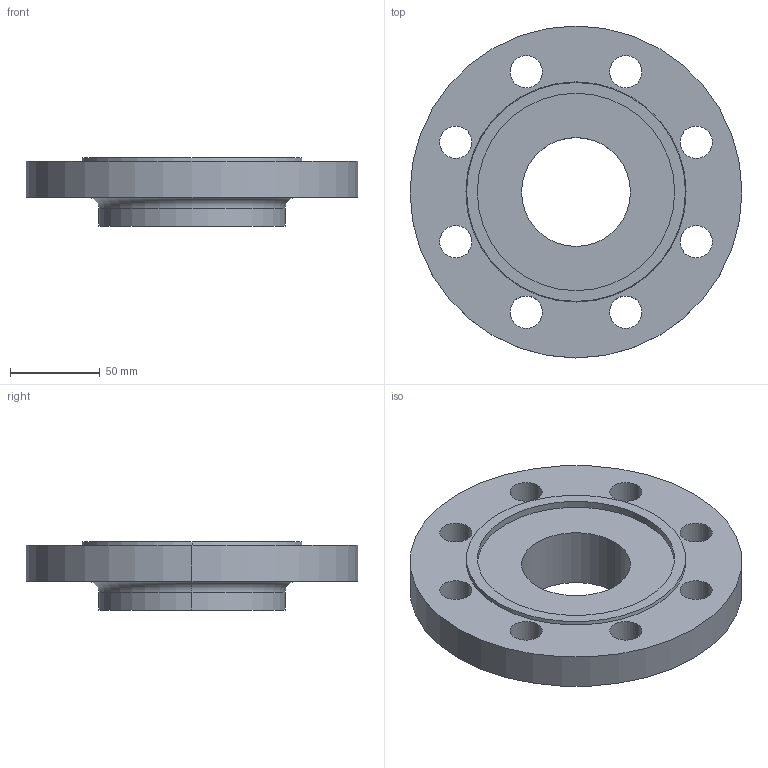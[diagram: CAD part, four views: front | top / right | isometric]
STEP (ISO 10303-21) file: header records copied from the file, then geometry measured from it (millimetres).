
FILE_DESCRIPTION (( 'STEP AP214' ), '1' );
FILE_NAME ('PN40 DN65 Type 13 - Type F Face.STEP', '2019-01-01T16:25:28', ( '' ), ( '' ), 'SwSTEP 2.0', 'SolidWorks 2019', '' );
FILE_SCHEMA (( 'AUTOMOTIVE_DESIGN' ));
Length unit declared in the file: millimetre
Products named in the file (1): PN40 DN65 Type 13 - Type F Face
Bounding box: 185 x 185 x 38 mm (x, y, z)
Volume: 522607.3 mm3; surface area: 77488.8 mm2
Topology: 1 solids, 1 shells, 33 faces, 82 edges, 54 vertices
Faces by surface type: cylinder 24, plane 5, torus 2, cone 2
Entity records: 1086 total; most frequent: DIRECTION 206, CARTESIAN_POINT 170, ORIENTED_EDGE 164, AXIS2_PLACEMENT_3D 90, EDGE_CURVE 82, CIRCLE 56, VERTEX_POINT 54, EDGE_LOOP 54
